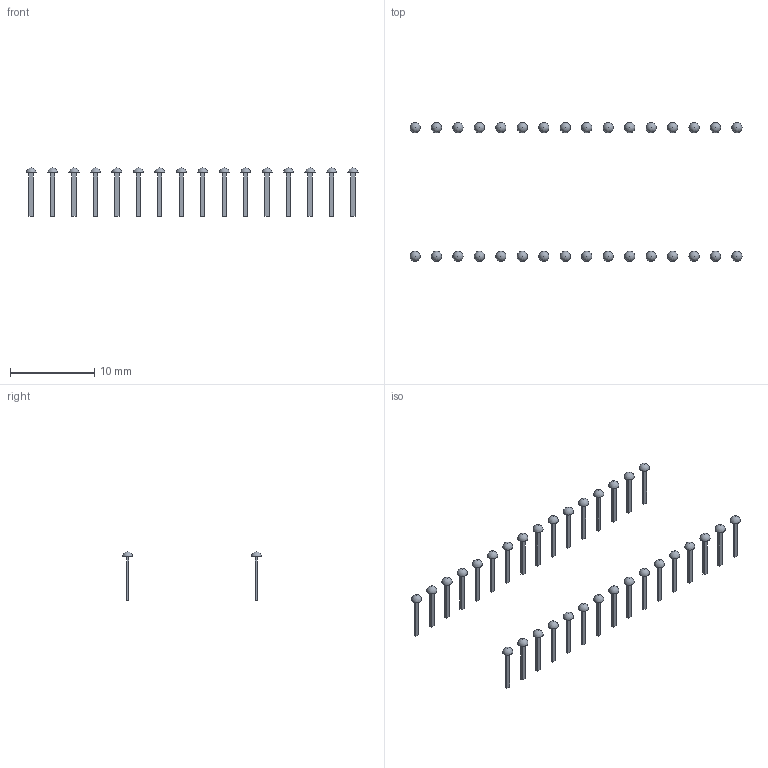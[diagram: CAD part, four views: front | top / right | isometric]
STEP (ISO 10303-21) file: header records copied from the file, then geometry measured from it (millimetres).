
FILE_DESCRIPTION(('FreeCAD Model'),'2;1');
FILE_NAME('Open CASCADE Shape Model','2021-10-17T01:16:04',('Author'),( ''),'Open CASCADE STEP processor 7.5','FreeCAD','Unknown');
FILE_SCHEMA(('AUTOMOTIVE_DESIGN { 1 0 10303 214 1 1 1 1 }'));
Length unit declared in the file: millimetre
Products named in the file (1): Matrix_Union032
Bounding box: 39.3 x 16.44 x 5.7 mm (x, y, z)
Volume: 34.9 mm3; surface area: 353.4 mm2
Topology: 32 solids, 32 shells, 224 faces, 480 edges, 320 vertices
Faces by surface type: plane 192, sphere 32
Entity records: 6067 total; most frequent: CARTESIAN_POINT 993, DIRECTION 962, ORIENTED_EDGE 896, EDGE_CURVE 448, LINE 384, VECTOR 384, VERTEX_POINT 320, AXIS2_PLACEMENT_3D 289
